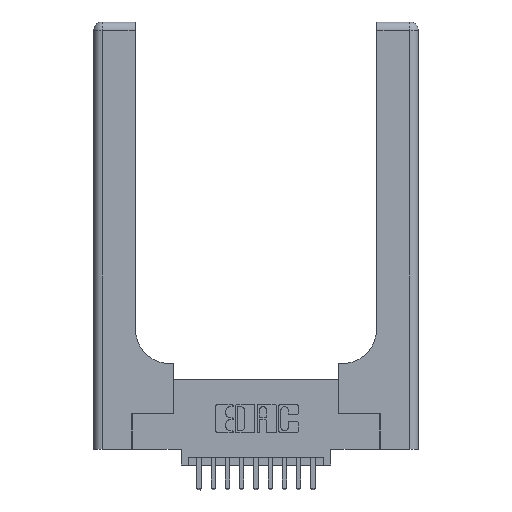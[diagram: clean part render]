
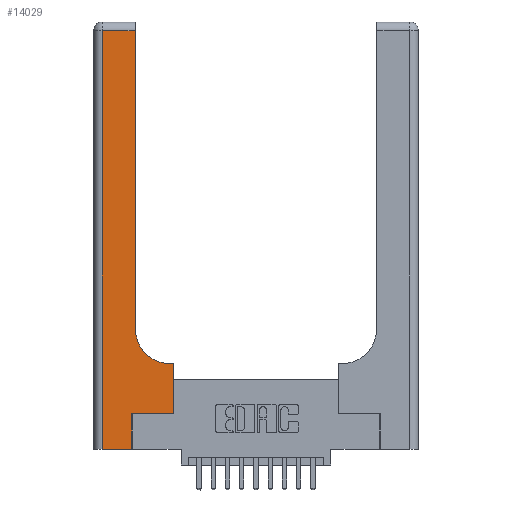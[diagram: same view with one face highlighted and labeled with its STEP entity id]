
A CAD part, top view. The second image highlights one B-rep face of the part: STEP entity #14029.
In plain terms, the highlighted planar face has unit normal (0, 0, 1).
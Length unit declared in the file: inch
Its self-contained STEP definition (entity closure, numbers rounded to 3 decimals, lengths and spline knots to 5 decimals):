
#16 = ORIENTED_EDGE ( 'NONE', *, *, #9699, .T. ) ;
#159 = DIRECTION ( 'NONE',  ( 0., 1., 0. ) ) ;
#292 = DIRECTION ( 'NONE',  ( 1., 0., 0. ) ) ;
#319 = CARTESIAN_POINT ( 'NONE',  ( 0.5585, 0.25, 0.37 ) ) ;
#510 = CARTESIAN_POINT ( 'NONE',  ( 0., 0., 0.37 ) ) ;
#606 = DIRECTION ( 'NONE',  ( -1., 0., 0. ) ) ;
#654 = CARTESIAN_POINT ( 'NONE',  ( 0., 3., 0.37 ) ) ;
#928 = VECTOR ( 'NONE', #3763, 39.37008 ) ;
#962 = CARTESIAN_POINT ( 'NONE',  ( 0.2915, 0.6, 0.37 ) ) ;
#1283 = ORIENTED_EDGE ( 'NONE', *, *, #12133, .T. ) ;
#1660 = EDGE_CURVE ( 'NONE', #3175, #16593, #12529, .T. ) ;
#1955 = VECTOR ( 'NONE', #9981, 39.37008 ) ;
#1976 = EDGE_LOOP ( 'NONE', ( #16, #1283, #5595, #10556, #10353, #4384, #12418, #16758, #16568 ) ) ;
#2013 = PLANE ( 'NONE',  #5527 ) ;
#2040 = CARTESIAN_POINT ( 'NONE',  ( 0.5415, 0.6, 0.37 ) ) ;
#2758 = VERTEX_POINT ( 'NONE', #2040 ) ;
#3028 = VERTEX_POINT ( 'NONE', #15273 ) ;
#3175 = VERTEX_POINT ( 'NONE', #16747 ) ;
#3287 = CARTESIAN_POINT ( 'NONE',  ( 0.06, 0., 0.37 ) ) ;
#3763 = DIRECTION ( 'NONE',  ( -1., 0., 0. ) ) ;
#4164 = LINE ( 'NONE', #5549, #13768 ) ;
#4384 = ORIENTED_EDGE ( 'NONE', *, *, #5794, .T. ) ;
#4430 = VECTOR ( 'NONE', #292, 39.37008 ) ;
#4701 = CARTESIAN_POINT ( 'NONE',  ( 0.269, 0., 0.37 ) ) ;
#4762 = DIRECTION ( 'NONE',  ( 0., 0., -1. ) ) ;
#4976 = CARTESIAN_POINT ( 'NONE',  ( 0.269, 0., 0.37 ) ) ;
#5527 = AXIS2_PLACEMENT_3D ( 'NONE', #654, #4762, #13882 ) ;
#5549 = CARTESIAN_POINT ( 'NONE',  ( 0.2915, 3., 0.37 ) ) ;
#5595 = ORIENTED_EDGE ( 'NONE', *, *, #1660, .T. ) ;
#5794 = EDGE_CURVE ( 'NONE', #3028, #14757, #7953, .T. ) ;
#5869 = EDGE_CURVE ( 'NONE', #11353, #3028, #16941, .T. ) ;
#5940 = CARTESIAN_POINT ( 'NONE',  ( 0.5415, 0.85, 0.37 ) ) ;
#6030 = DIRECTION ( 'NONE',  ( 0., 1., 0. ) ) ;
#6319 = DIRECTION ( 'NONE',  ( 0., 1., 0. ) ) ;
#6374 = VERTEX_POINT ( 'NONE', #14889 ) ;
#6599 = VECTOR ( 'NONE', #606, 39.37008 ) ;
#6712 = VECTOR ( 'NONE', #6030, 39.37008 ) ;
#7010 = LINE ( 'NONE', #16292, #6599 ) ;
#7060 = VECTOR ( 'NONE', #6319, 39.37008 ) ;
#7260 = DIRECTION ( 'NONE',  ( 1., 0., 0. ) ) ;
#7953 = LINE ( 'NONE', #15999, #4430 ) ;
#8308 = CARTESIAN_POINT ( 'NONE',  ( 0.2915, 2.94, 0.37 ) ) ;
#8506 = FACE_OUTER_BOUND ( 'NONE', #1976, .T. ) ;
#9699 = EDGE_CURVE ( 'NONE', #6374, #10406, #4164, .T. ) ;
#9879 = DIRECTION ( 'NONE',  ( 1., 0., 0. ) ) ;
#9981 = DIRECTION ( 'NONE',  ( 0., -1., 0. ) ) ;
#10040 = CARTESIAN_POINT ( 'NONE',  ( 0.06, 3., 0.37 ) ) ;
#10175 = EDGE_CURVE ( 'NONE', #11299, #2758, #11148, .T. ) ;
#10353 = ORIENTED_EDGE ( 'NONE', *, *, #5869, .T. ) ;
#10406 = VERTEX_POINT ( 'NONE', #8308 ) ;
#10556 = ORIENTED_EDGE ( 'NONE', *, *, #16036, .T. ) ;
#10559 = LINE ( 'NONE', #12835, #7060 ) ;
#10707 = EDGE_CURVE ( 'NONE', #14757, #11299, #10559, .T. ) ;
#10886 = LINE ( 'NONE', #510, #15055 ) ;
#11148 = LINE ( 'NONE', #962, #928 ) ;
#11299 = VERTEX_POINT ( 'NONE', #16484 ) ;
#11353 = VERTEX_POINT ( 'NONE', #4976 ) ;
#12133 = EDGE_CURVE ( 'NONE', #10406, #3175, #7010, .T. ) ;
#12418 = ORIENTED_EDGE ( 'NONE', *, *, #10707, .T. ) ;
#12529 = LINE ( 'NONE', #10040, #1955 ) ;
#12835 = CARTESIAN_POINT ( 'NONE',  ( 0.5585, 0.25, 0.37 ) ) ;
#13768 = VECTOR ( 'NONE', #159, 39.37008 ) ;
#13882 = DIRECTION ( 'NONE',  ( -1., 0., 0. ) ) ;
#14029 = ADVANCED_FACE ( 'NONE', ( #8506 ), #2013, .F. ) ;
#14757 = VERTEX_POINT ( 'NONE', #319 ) ;
#14889 = CARTESIAN_POINT ( 'NONE',  ( 0.2915, 0.85, 0.37 ) ) ;
#14989 = DIRECTION ( 'NONE',  ( 0., 0., -1. ) ) ;
#15055 = VECTOR ( 'NONE', #9879, 39.37008 ) ;
#15273 = CARTESIAN_POINT ( 'NONE',  ( 0.269, 0.25, 0.37 ) ) ;
#15999 = CARTESIAN_POINT ( 'NONE',  ( 0.269, 0.25, 0.37 ) ) ;
#16036 = EDGE_CURVE ( 'NONE', #16593, #11353, #10886, .T. ) ;
#16243 = AXIS2_PLACEMENT_3D ( 'NONE', #5940, #14989, #7260 ) ;
#16292 = CARTESIAN_POINT ( 'NONE',  ( 0., 2.94, 0.37 ) ) ;
#16484 = CARTESIAN_POINT ( 'NONE',  ( 0.5585, 0.6, 0.37 ) ) ;
#16553 = EDGE_CURVE ( 'NONE', #2758, #6374, #16806, .T. ) ;
#16568 = ORIENTED_EDGE ( 'NONE', *, *, #16553, .T. ) ;
#16593 = VERTEX_POINT ( 'NONE', #3287 ) ;
#16747 = CARTESIAN_POINT ( 'NONE',  ( 0.06, 2.94, 0.37 ) ) ;
#16758 = ORIENTED_EDGE ( 'NONE', *, *, #10175, .T. ) ;
#16806 = CIRCLE ( 'NONE', #16243, 0.25 ) ;
#16941 = LINE ( 'NONE', #4701, #6712 ) ;
